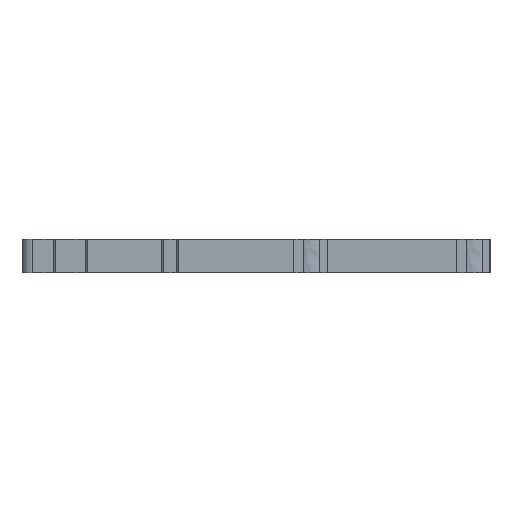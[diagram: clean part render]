
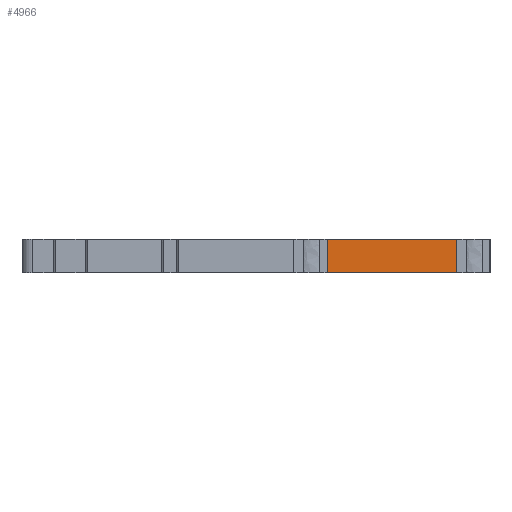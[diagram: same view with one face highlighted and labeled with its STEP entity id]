
A CAD part, left-side view. The second image highlights one B-rep face of the part: STEP entity #4966.
In plain terms, the highlighted planar face has unit normal (-1, 0, 0).
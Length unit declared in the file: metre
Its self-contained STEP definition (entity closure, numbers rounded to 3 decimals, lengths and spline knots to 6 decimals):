
#1258=ORIENTED_EDGE('',*,*,#1756,.F.);
#1259=ORIENTED_EDGE('',*,*,#2294,.F.);
#1260=ORIENTED_EDGE('',*,*,#1986,.T.);
#1261=ORIENTED_EDGE('',*,*,#2295,.T.);
#1756=EDGE_CURVE('',#2488,#2489,#2951,.T.);
#1986=EDGE_CURVE('',#2702,#2701,#3130,.T.);
#2294=EDGE_CURVE('',#2702,#2488,#3398,.T.);
#2295=EDGE_CURVE('',#2701,#2489,#3399,.T.);
#2488=VERTEX_POINT('',#6839);
#2489=VERTEX_POINT('',#6841);
#2701=VERTEX_POINT('',#7321);
#2702=VERTEX_POINT('',#7323);
#2951=LINE('',#6840,#3567);
#3130=LINE('',#7322,#3746);
#3398=LINE('',#8375,#4014);
#3399=LINE('',#8376,#4015);
#3567=VECTOR('',#5522,1.);
#3746=VECTOR('',#5825,1.);
#4014=VECTOR('',#6375,1.);
#4015=VECTOR('',#6376,1.);
#4268=EDGE_LOOP('',(#1258,#1259,#1260,#1261));
#4532=FACE_BOUND('',#4268,.T.);
#4742=PLANE('',#5305);
#4966=ADVANCED_FACE('',(#4532),#4742,.T.);
#5305=AXIS2_PLACEMENT_3D('',#8374,#6373,#6374);
#5522=DIRECTION('',(0.,1.,0.));
#5825=DIRECTION('',(0.,1.,0.));
#6373=DIRECTION('',(-1.,0.,0.));
#6374=DIRECTION('',(0.,0.,1.));
#6375=DIRECTION('',(0.,0.,-1.));
#6376=DIRECTION('',(0.,0.,-1.));
#6839=CARTESIAN_POINT('',(-0.062,-0.01325,0.));
#6840=CARTESIAN_POINT('',(-0.062,-0.0071,0.));
#6841=CARTESIAN_POINT('',(-0.062,-0.00095,0.));
#7321=CARTESIAN_POINT('',(-0.062,-0.00095,0.0032));
#7322=CARTESIAN_POINT('',(-0.062,-0.0071,0.0032));
#7323=CARTESIAN_POINT('',(-0.062,-0.01325,0.0032));
#8374=CARTESIAN_POINT('',(-0.062,-0.0071,0.0032));
#8375=CARTESIAN_POINT('',(-0.062,-0.01325,0.0032));
#8376=CARTESIAN_POINT('',(-0.062,-0.00095,0.0032));
